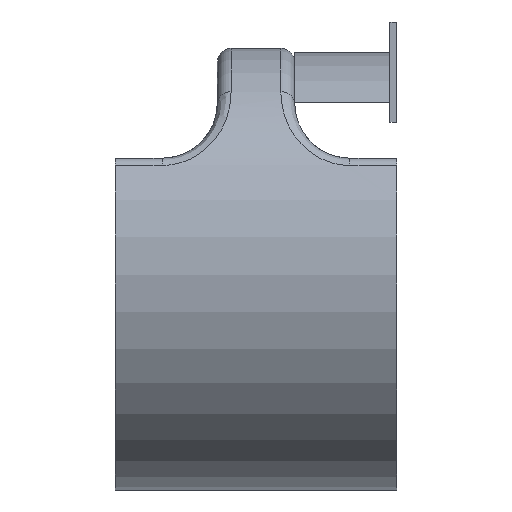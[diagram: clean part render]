
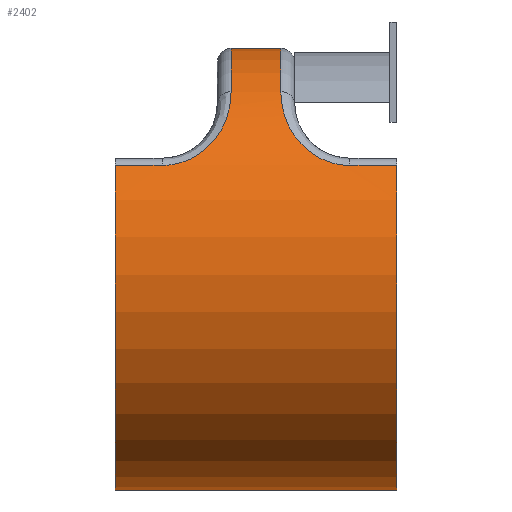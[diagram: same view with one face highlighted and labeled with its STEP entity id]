
A CAD part, left-side view. The second image highlights one B-rep face of the part: STEP entity #2402.
In plain terms, the highlighted cylindrical face has radius 16 mm (diameter 32 mm), a partial arc.
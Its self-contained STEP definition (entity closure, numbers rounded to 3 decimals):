
#222 = DIRECTION ( 'NONE',  ( 0., 1., 0. ) ) ;
#295 = CARTESIAN_POINT ( 'NONE',  ( -21.5, 10.2, 0. ) ) ;
#452 = CARTESIAN_POINT ( 'NONE',  ( -34.109, 2.654, 9.856 ) ) ;
#522 = VECTOR ( 'NONE', #14238, 1000. ) ;
#770 = DIRECTION ( 'NONE',  ( 0., 1., 0. ) ) ;
#864 = CARTESIAN_POINT ( 'NONE',  ( -21.5, 1.8, 0. ) ) ;
#867 = EDGE_CURVE ( 'NONE', #13839, #6100, #1922, .T. ) ;
#1016 = DIRECTION ( 'NONE',  ( 0., 0., -1. ) ) ;
#1116 = CARTESIAN_POINT ( 'NONE',  ( -33.881, -2.486, 10.142 ) ) ;
#1311 = CARTESIAN_POINT ( 'NONE',  ( -35.62, -10.2, 7.524 ) ) ;
#1475 = DIRECTION ( 'NONE',  ( 0., 0., -1. ) ) ;
#1489 = VERTEX_POINT ( 'NONE', #3184 ) ;
#1628 = CARTESIAN_POINT ( 'NONE',  ( -34.713, 3.303, 9.027 ) ) ;
#1673 = B_SPLINE_CURVE_WITH_KNOTS ( 'NONE', 3,
 ( #8850, #4188, #9861, #10986, #7684, #5371, #1896, #11133, #14560, #10006, #4031, #12160, #3059, #4608, #1116, #11471, #5706, #4565, #13819, #12643, #14990, #10246 ),
 .UNSPECIFIED., .F., .F.,
 ( 4, 2, 2, 2, 2, 2, 2, 2, 2, 2, 4 ),
 ( 0., 0.001, 0.002, 0.002, 0.004, 0.004, 0.005, 0.006, 0.007, 0.008, 0.01 ),
 .UNSPECIFIED. ) ;
#1730 = VERTEX_POINT ( 'NONE', #7686 ) ;
#1836 = EDGE_CURVE ( 'NONE', #2288, #13371, #2669, .T. ) ;
#1896 = CARTESIAN_POINT ( 'NONE',  ( -35.343, -4.677, 8.025 ) ) ;
#1922 = B_SPLINE_CURVE_WITH_KNOTS ( 'NONE', 3,
 ( #13366, #13150, #6266, #6317, #14386, #14430, #452, #8564, #1628, #13260, #2840, #14585, #12335, #3083, #11214, #10079, #7623, #13422 ),
 .UNSPECIFIED., .F., .F.,
 ( 4, 2, 2, 2, 2, 2, 2, 2, 4 ),
 ( 0., 0.002, 0.004, 0.005, 0.006, 0.007, 0.007, 0.008, 0.01 ),
 .UNSPECIFIED. ) ;
#2016 = DIRECTION ( 'NONE',  ( 0., -1., 0. ) ) ;
#2288 = VERTEX_POINT ( 'NONE', #11998 ) ;
#2402 = ADVANCED_FACE ( 'NONE', ( #9923 ), #9003, .T. ) ;
#2488 = CARTESIAN_POINT ( 'NONE',  ( -31.022, 1.8, 12.858 ) ) ;
#2669 = CIRCLE ( 'NONE', #3595, 16. ) ;
#2723 = ORIENTED_EDGE ( 'NONE', *, *, #867, .T. ) ;
#2775 = DIRECTION ( 'NONE',  ( 0., 1., 0. ) ) ;
#2840 = CARTESIAN_POINT ( 'NONE',  ( -35.03, 3.857, 8.541 ) ) ;
#2936 = CARTESIAN_POINT ( 'NONE',  ( -21.5, -10.2, 16. ) ) ;
#3059 = CARTESIAN_POINT ( 'NONE',  ( -34.423, -2.962, 9.435 ) ) ;
#3083 = CARTESIAN_POINT ( 'NONE',  ( -35.396, 4.842, 7.933 ) ) ;
#3184 = CARTESIAN_POINT ( 'NONE',  ( -21.5, -10.2, -16. ) ) ;
#3296 = DIRECTION ( 'NONE',  ( 0., 0., 1. ) ) ;
#3495 = AXIS2_PLACEMENT_3D ( 'NONE', #864, #2016, #1016 ) ;
#3595 = AXIS2_PLACEMENT_3D ( 'NONE', #9145, #11489, #3296 ) ;
#3650 = EDGE_CURVE ( 'NONE', #1730, #13839, #7375, .T. ) ;
#3661 = CARTESIAN_POINT ( 'NONE',  ( -21.5, -1.8, 16. ) ) ;
#3729 = CARTESIAN_POINT ( 'NONE',  ( -21.5, -10.2, 0. ) ) ;
#4031 = CARTESIAN_POINT ( 'NONE',  ( -34.709, -3.314, 9.03 ) ) ;
#4153 = EDGE_CURVE ( 'NONE', #6100, #7634, #5189, .T. ) ;
#4188 = CARTESIAN_POINT ( 'NONE',  ( -35.62, -6.391, 7.524 ) ) ;
#4444 = EDGE_CURVE ( 'NONE', #1489, #10562, #11898, .T. ) ;
#4548 = VECTOR ( 'NONE', #11062, 1000. ) ;
#4565 = CARTESIAN_POINT ( 'NONE',  ( -32.563, -1.941, 11.566 ) ) ;
#4608 = CARTESIAN_POINT ( 'NONE',  ( -34.109, -2.654, 9.856 ) ) ;
#4639 = VERTEX_POINT ( 'NONE', #13495 ) ;
#4783 = ORIENTED_EDGE ( 'NONE', *, *, #10651, .F. ) ;
#5189 = LINE ( 'NONE', #1311, #12088 ) ;
#5371 = CARTESIAN_POINT ( 'NONE',  ( -35.391, -4.854, 7.941 ) ) ;
#5388 = ORIENTED_EDGE ( 'NONE', *, *, #10976, .F. ) ;
#5706 = CARTESIAN_POINT ( 'NONE',  ( -33.118, -2.102, 11.008 ) ) ;
#6100 = VERTEX_POINT ( 'NONE', #7575 ) ;
#6266 = CARTESIAN_POINT ( 'NONE',  ( -32.281, 1.859, 11.849 ) ) ;
#6317 = CARTESIAN_POINT ( 'NONE',  ( -33.12, 2.103, 11.006 ) ) ;
#6543 = ORIENTED_EDGE ( 'NONE', *, *, #1836, .T. ) ;
#6667 = DIRECTION ( 'NONE',  ( 0., 1., 0. ) ) ;
#6706 = ORIENTED_EDGE ( 'NONE', *, *, #4444, .T. ) ;
#7276 = LINE ( 'NONE', #2936, #4548 ) ;
#7375 = CIRCLE ( 'NONE', #3495, 16. ) ;
#7575 = CARTESIAN_POINT ( 'NONE',  ( -35.62, 6.8, 7.524 ) ) ;
#7623 = CARTESIAN_POINT ( 'NONE',  ( -35.62, 6.391, 7.524 ) ) ;
#7634 = VERTEX_POINT ( 'NONE', #12034 ) ;
#7684 = CARTESIAN_POINT ( 'NONE',  ( -35.474, -5.221, 7.793 ) ) ;
#7686 = CARTESIAN_POINT ( 'NONE',  ( -21.5, 1.8, 16. ) ) ;
#8078 = EDGE_LOOP ( 'NONE', ( #6706, #9867, #9360, #6543, #12645, #8473, #2723, #10240, #5388, #4783 ) ) ;
#8473 = ORIENTED_EDGE ( 'NONE', *, *, #3650, .T. ) ;
#8564 = CARTESIAN_POINT ( 'NONE',  ( -34.529, 3.066, 9.293 ) ) ;
#8850 = CARTESIAN_POINT ( 'NONE',  ( -35.62, -6.8, 7.524 ) ) ;
#9003 = CYLINDRICAL_SURFACE ( 'NONE', #10420, 16. ) ;
#9033 = AXIS2_PLACEMENT_3D ( 'NONE', #295, #2775, #1475 ) ;
#9138 = VECTOR ( 'NONE', #6667, 1000. ) ;
#9145 = CARTESIAN_POINT ( 'NONE',  ( -21.5, -1.8, 0. ) ) ;
#9360 = ORIENTED_EDGE ( 'NONE', *, *, #14985, .T. ) ;
#9861 = CARTESIAN_POINT ( 'NONE',  ( -35.593, -5.994, 7.577 ) ) ;
#9867 = ORIENTED_EDGE ( 'NONE', *, *, #13820, .T. ) ;
#9923 = FACE_OUTER_BOUND ( 'NONE', #8078, .T. ) ;
#10006 = CARTESIAN_POINT ( 'NONE',  ( -34.796, -3.442, 8.902 ) ) ;
#10042 = CARTESIAN_POINT ( 'NONE',  ( -21.5, -10.2, 0. ) ) ;
#10079 = CARTESIAN_POINT ( 'NONE',  ( -35.592, 5.988, 7.578 ) ) ;
#10240 = ORIENTED_EDGE ( 'NONE', *, *, #4153, .T. ) ;
#10246 = CARTESIAN_POINT ( 'NONE',  ( -31.022, -1.8, 12.858 ) ) ;
#10323 = CARTESIAN_POINT ( 'NONE',  ( -21.5, -10.2, -16. ) ) ;
#10420 = AXIS2_PLACEMENT_3D ( 'NONE', #10042, #770, #11177 ) ;
#10473 = VERTEX_POINT ( 'NONE', #12104 ) ;
#10561 = CARTESIAN_POINT ( 'NONE',  ( -35.62, -10.2, 7.524 ) ) ;
#10562 = VERTEX_POINT ( 'NONE', #14518 ) ;
#10651 = EDGE_CURVE ( 'NONE', #1489, #4639, #11322, .T. ) ;
#10976 = EDGE_CURVE ( 'NONE', #4639, #7634, #12727, .T. ) ;
#10986 = CARTESIAN_POINT ( 'NONE',  ( -35.509, -5.413, 7.729 ) ) ;
#11044 = DIRECTION ( 'NONE',  ( 0., 1., 0. ) ) ;
#11062 = DIRECTION ( 'NONE',  ( 0., 1., 0. ) ) ;
#11133 = CARTESIAN_POINT ( 'NONE',  ( -35.178, -4.169, 8.305 ) ) ;
#11177 = DIRECTION ( 'NONE',  ( 0., 0., 1. ) ) ;
#11214 = CARTESIAN_POINT ( 'NONE',  ( -35.479, 5.206, 7.785 ) ) ;
#11239 = EDGE_CURVE ( 'NONE', #13371, #1730, #7276, .T. ) ;
#11322 = LINE ( 'NONE', #10323, #9138 ) ;
#11471 = CARTESIAN_POINT ( 'NONE',  ( -33.385, -2.21, 10.719 ) ) ;
#11489 = DIRECTION ( 'NONE',  ( 0., 1., 0. ) ) ;
#11712 = DIRECTION ( 'NONE',  ( 0., 0., -1. ) ) ;
#11898 = CIRCLE ( 'NONE', #13369, 16. ) ;
#11971 = LINE ( 'NONE', #10561, #522 ) ;
#11998 = CARTESIAN_POINT ( 'NONE',  ( -31.022, -1.8, 12.858 ) ) ;
#12034 = CARTESIAN_POINT ( 'NONE',  ( -35.62, 10.2, 7.524 ) ) ;
#12088 = VECTOR ( 'NONE', #11044, 1000. ) ;
#12104 = CARTESIAN_POINT ( 'NONE',  ( -35.62, -6.8, 7.524 ) ) ;
#12160 = CARTESIAN_POINT ( 'NONE',  ( -34.523, -3.074, 9.297 ) ) ;
#12335 = CARTESIAN_POINT ( 'NONE',  ( -35.231, 4.333, 8.215 ) ) ;
#12643 = CARTESIAN_POINT ( 'NONE',  ( -31.665, -1.815, 12.362 ) ) ;
#12645 = ORIENTED_EDGE ( 'NONE', *, *, #11239, .T. ) ;
#12727 = CIRCLE ( 'NONE', #9033, 16. ) ;
#13150 = CARTESIAN_POINT ( 'NONE',  ( -31.674, 1.8, 12.375 ) ) ;
#13260 = CARTESIAN_POINT ( 'NONE',  ( -34.955, 3.712, 8.659 ) ) ;
#13366 = CARTESIAN_POINT ( 'NONE',  ( -31.022, 1.8, 12.858 ) ) ;
#13369 = AXIS2_PLACEMENT_3D ( 'NONE', #3729, #222, #11712 ) ;
#13371 = VERTEX_POINT ( 'NONE', #3661 ) ;
#13422 = CARTESIAN_POINT ( 'NONE',  ( -35.62, 6.8, 7.524 ) ) ;
#13495 = CARTESIAN_POINT ( 'NONE',  ( -21.5, 10.2, -16. ) ) ;
#13819 = CARTESIAN_POINT ( 'NONE',  ( -32.272, -1.886, 11.837 ) ) ;
#13820 = EDGE_CURVE ( 'NONE', #10562, #10473, #11971, .T. ) ;
#13839 = VERTEX_POINT ( 'NONE', #2488 ) ;
#14238 = DIRECTION ( 'NONE',  ( 0., 1., 0. ) ) ;
#14386 = CARTESIAN_POINT ( 'NONE',  ( -33.386, 2.21, 10.717 ) ) ;
#14430 = CARTESIAN_POINT ( 'NONE',  ( -33.88, 2.485, 10.143 ) ) ;
#14518 = CARTESIAN_POINT ( 'NONE',  ( -35.62, -10.2, 7.524 ) ) ;
#14560 = CARTESIAN_POINT ( 'NONE',  ( -35.039, -3.854, 8.532 ) ) ;
#14585 = CARTESIAN_POINT ( 'NONE',  ( -35.168, 4.168, 8.319 ) ) ;
#14985 = EDGE_CURVE ( 'NONE', #10473, #2288, #1673, .T. ) ;
#14990 = CARTESIAN_POINT ( 'NONE',  ( -31.348, -1.8, 12.616 ) ) ;
